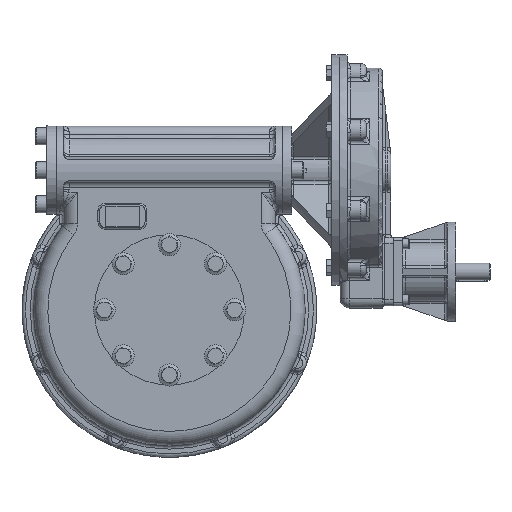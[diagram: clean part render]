
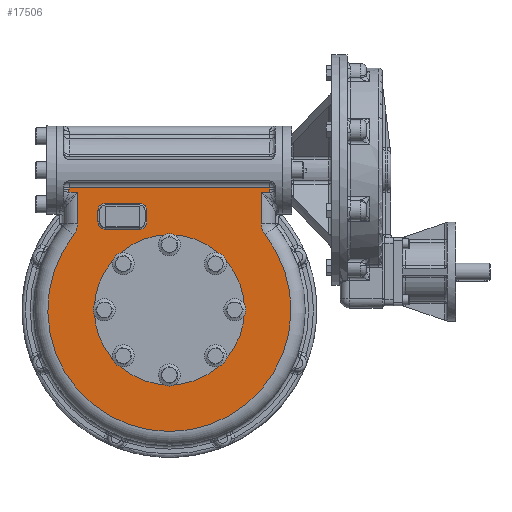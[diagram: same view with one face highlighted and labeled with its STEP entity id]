
A CAD part, top view. The second image highlights one B-rep face of the part: STEP entity #17506.
In plain terms, the highlighted planar face has unit normal (0, 0, 1).
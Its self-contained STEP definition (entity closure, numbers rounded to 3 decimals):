
#690=B_SPLINE_CURVE_WITH_KNOTS('',3,(#48117,#48118,#48119,#48120),
 .UNSPECIFIED.,.F.,.F.,(4,4),(0.,0.006),.UNSPECIFIED.);
#691=B_SPLINE_CURVE_WITH_KNOTS('',3,(#48187,#48188,#48189,#48190),
 .UNSPECIFIED.,.F.,.F.,(4,4),(0.,0.006),.UNSPECIFIED.);
#1483=PLANE('',#22844);
#2159=LINE('',#48126,#2960);
#2162=LINE('',#48137,#2963);
#2164=LINE('',#48147,#2965);
#2165=LINE('',#48276,#2966);
#2168=LINE('',#48298,#2969);
#2169=LINE('',#48303,#2970);
#2171=LINE('',#48318,#2972);
#2195=LINE('',#51027,#2996);
#2196=LINE('',#51028,#2997);
#2197=LINE('',#51036,#2998);
#2198=LINE('',#51037,#2999);
#2960=VECTOR('',#27030,1000.);
#2963=VECTOR('',#27043,1000.);
#2965=VECTOR('',#27055,1000.);
#2966=VECTOR('',#27066,1000.);
#2969=VECTOR('',#27091,1000.);
#2970=VECTOR('',#27096,1000.);
#2972=VECTOR('',#27116,1000.);
#2996=VECTOR('',#27260,1000.);
#2997=VECTOR('',#27261,1000.);
#2998=VECTOR('',#27268,1000.);
#2999=VECTOR('',#27269,1000.);
#6925=ORIENTED_EDGE('',*,*,#9731,.T.);
#6926=ORIENTED_EDGE('',*,*,#10154,.T.);
#6927=ORIENTED_EDGE('',*,*,#10149,.T.);
#6928=ORIENTED_EDGE('',*,*,#10156,.T.);
#6929=ORIENTED_EDGE('',*,*,#10162,.T.);
#6930=ORIENTED_EDGE('',*,*,#10168,.T.);
#6931=ORIENTED_EDGE('',*,*,#10170,.T.);
#6932=ORIENTED_EDGE('',*,*,#10166,.T.);
#6933=ORIENTED_EDGE('',*,*,#10160,.T.);
#6934=ORIENTED_EDGE('',*,*,#10142,.T.);
#6935=ORIENTED_EDGE('',*,*,#10144,.T.);
#6936=ORIENTED_EDGE('',*,*,#10265,.T.);
#6937=ORIENTED_EDGE('',*,*,#10266,.T.);
#6938=ORIENTED_EDGE('',*,*,#10267,.T.);
#6939=ORIENTED_EDGE('',*,*,#10268,.T.);
#6940=ORIENTED_EDGE('',*,*,#10269,.T.);
#6941=ORIENTED_EDGE('',*,*,#10270,.T.);
#6942=ORIENTED_EDGE('',*,*,#10271,.T.);
#6943=ORIENTED_EDGE('',*,*,#10128,.T.);
#6944=ORIENTED_EDGE('',*,*,#10131,.T.);
#6945=ORIENTED_EDGE('',*,*,#10137,.T.);
#9731=EDGE_CURVE('',#11861,#11861,#13268,.F.);
#10128=EDGE_CURVE('',#12092,#12095,#690,.T.);
#10131=EDGE_CURVE('',#12095,#12097,#2159,.T.);
#10137=EDGE_CURVE('',#12097,#12100,#2162,.F.);
#10142=EDGE_CURVE('',#12100,#12103,#2164,.T.);
#10144=EDGE_CURVE('',#12103,#12105,#691,.T.);
#10149=EDGE_CURVE('',#12109,#12108,#2165,.F.);
#10154=EDGE_CURVE('',#12111,#12109,#13526,.F.);
#10156=EDGE_CURVE('',#12108,#12114,#13528,.F.);
#10160=EDGE_CURVE('',#12115,#12111,#2168,.F.);
#10162=EDGE_CURVE('',#12114,#12118,#2169,.F.);
#10166=EDGE_CURVE('',#12119,#12115,#13534,.F.);
#10168=EDGE_CURVE('',#12118,#12122,#13536,.F.);
#10170=EDGE_CURVE('',#12122,#12119,#2171,.F.);
#10265=EDGE_CURVE('',#12105,#12064,#2195,.T.);
#10266=EDGE_CURVE('',#12064,#12170,#2196,.F.);
#10267=EDGE_CURVE('',#12170,#12171,#13564,.F.);
#10268=EDGE_CURVE('',#12171,#12172,#13565,.T.);
#10269=EDGE_CURVE('',#12172,#12173,#13566,.F.);
#10270=EDGE_CURVE('',#12173,#12036,#2197,.F.);
#10271=EDGE_CURVE('',#12036,#12092,#2198,.F.);
#11861=VERTEX_POINT('',#43234);
#12036=VERTEX_POINT('',#47077);
#12064=VERTEX_POINT('',#47811);
#12092=VERTEX_POINT('',#48067);
#12095=VERTEX_POINT('',#48116);
#12097=VERTEX_POINT('',#48125);
#12100=VERTEX_POINT('',#48136);
#12103=VERTEX_POINT('',#48146);
#12105=VERTEX_POINT('',#48186);
#12108=VERTEX_POINT('',#48275);
#12109=VERTEX_POINT('',#48277);
#12111=VERTEX_POINT('',#48283);
#12114=VERTEX_POINT('',#48290);
#12115=VERTEX_POINT('',#48295);
#12118=VERTEX_POINT('',#48302);
#12119=VERTEX_POINT('',#48307);
#12122=VERTEX_POINT('',#48314);
#12170=VERTEX_POINT('',#51029);
#12171=VERTEX_POINT('',#51031);
#12172=VERTEX_POINT('',#51033);
#12173=VERTEX_POINT('',#51035);
#13268=CIRCLE('',#22385,131.25);
#13526=CIRCLE('',#22767,13.);
#13528=CIRCLE('',#22770,13.);
#13534=CIRCLE('',#22779,13.);
#13536=CIRCLE('',#22782,13.);
#13564=CIRCLE('',#22845,31.);
#13565=CIRCLE('',#22846,214.5);
#13566=CIRCLE('',#22847,31.);
#14710=EDGE_LOOP('',(#6925));
#14711=EDGE_LOOP('',(#6926,#6927,#6928,#6929,#6930,#6931,#6932,#6933));
#14712=EDGE_LOOP('',(#6934,#6935,#6936,#6937,#6938,#6939,#6940,#6941,#6942,
#6943,#6944,#6945));
#16049=FACE_BOUND('',#14710,.T.);
#16050=FACE_BOUND('',#14711,.T.);
#16051=FACE_BOUND('',#14712,.T.);
#17506=ADVANCED_FACE('',(#16049,#16050,#16051),#1483,.T.);
#22385=AXIS2_PLACEMENT_3D('',#43233,#26269,#26270);
#22767=AXIS2_PLACEMENT_3D('',#48286,#27076,#27077);
#22770=AXIS2_PLACEMENT_3D('',#48291,#27082,#27083);
#22779=AXIS2_PLACEMENT_3D('',#48310,#27104,#27105);
#22782=AXIS2_PLACEMENT_3D('',#48315,#27110,#27111);
#22844=AXIS2_PLACEMENT_3D('',#51026,#27258,#27259);
#22845=AXIS2_PLACEMENT_3D('',#51030,#27262,#27263);
#22846=AXIS2_PLACEMENT_3D('',#51032,#27264,#27265);
#22847=AXIS2_PLACEMENT_3D('',#51034,#27266,#27267);
#26269=DIRECTION('',(0.,0.,1.));
#26270=DIRECTION('',(1.,0.,0.));
#27030=DIRECTION('',(0.,1.,0.));
#27043=DIRECTION('',(1.,0.,0.));
#27055=DIRECTION('',(0.,-1.,0.));
#27066=DIRECTION('',(-1.,0.,0.));
#27076=DIRECTION('',(0.,0.,1.));
#27077=DIRECTION('',(1.,0.,0.));
#27082=DIRECTION('',(0.,0.,1.));
#27083=DIRECTION('',(1.,0.,0.));
#27091=DIRECTION('',(0.,-1.,0.));
#27096=DIRECTION('',(0.,1.,0.));
#27104=DIRECTION('',(0.,0.,1.));
#27105=DIRECTION('',(1.,0.,0.));
#27110=DIRECTION('',(0.,0.,1.));
#27111=DIRECTION('',(1.,0.,0.));
#27116=DIRECTION('',(1.,0.,0.));
#27258=DIRECTION('',(0.,0.,1.));
#27259=DIRECTION('',(1.,0.,0.));
#27260=DIRECTION('',(1.,0.,0.));
#27261=DIRECTION('',(0.,1.,0.));
#27262=DIRECTION('',(0.,0.,1.));
#27263=DIRECTION('',(1.,0.,0.));
#27264=DIRECTION('',(0.,0.,1.));
#27265=DIRECTION('',(1.,0.,0.));
#27266=DIRECTION('',(0.,0.,1.));
#27267=DIRECTION('',(1.,0.,0.));
#27268=DIRECTION('',(0.,-1.,0.));
#27269=DIRECTION('',(-1.,0.,0.));
#43233=CARTESIAN_POINT('',(0.,0.,60.));
#43234=CARTESIAN_POINT('',(131.25,0.,60.));
#47077=CARTESIAN_POINT('',(162.,207.249,60.));
#47811=CARTESIAN_POINT('',(-162.,207.249,60.));
#48067=CARTESIAN_POINT('',(177.37,207.249,60.));
#48116=CARTESIAN_POINT('',(177.,213.12,60.));
#48117=CARTESIAN_POINT('',(177.37,207.249,60.));
#48118=CARTESIAN_POINT('',(177.104,209.197,60.));
#48119=CARTESIAN_POINT('',(177.,211.155,60.));
#48120=CARTESIAN_POINT('',(177.,213.12,60.));
#48125=CARTESIAN_POINT('',(177.,215.651,60.));
#48126=CARTESIAN_POINT('',(177.,212.972,60.));
#48136=CARTESIAN_POINT('',(-177.,215.651,60.));
#48137=CARTESIAN_POINT('',(-177.,215.651,60.));
#48146=CARTESIAN_POINT('',(-177.,213.12,60.));
#48147=CARTESIAN_POINT('',(-177.,207.249,60.));
#48186=CARTESIAN_POINT('',(-177.37,207.249,60.));
#48187=CARTESIAN_POINT('',(-177.,213.12,60.));
#48188=CARTESIAN_POINT('',(-177.,211.155,60.));
#48189=CARTESIAN_POINT('',(-177.104,209.197,60.));
#48190=CARTESIAN_POINT('',(-177.37,207.249,60.));
#48275=CARTESIAN_POINT('',(-53.,188.,60.));
#48276=CARTESIAN_POINT('',(0.,188.,60.));
#48277=CARTESIAN_POINT('',(-113.,188.,60.));
#48283=CARTESIAN_POINT('',(-126.,175.,60.));
#48286=CARTESIAN_POINT('',(-113.,175.,60.));
#48290=CARTESIAN_POINT('',(-40.,175.,60.));
#48291=CARTESIAN_POINT('',(-53.,175.,60.));
#48295=CARTESIAN_POINT('',(-126.,155.,60.));
#48298=CARTESIAN_POINT('',(-126.,239.5,60.));
#48302=CARTESIAN_POINT('',(-40.,155.,60.));
#48303=CARTESIAN_POINT('',(-40.,239.5,60.));
#48307=CARTESIAN_POINT('',(-113.,142.,60.));
#48310=CARTESIAN_POINT('',(-113.,155.,60.));
#48314=CARTESIAN_POINT('',(-53.,142.,60.));
#48315=CARTESIAN_POINT('',(-53.,155.,60.));
#48318=CARTESIAN_POINT('',(0.,142.,60.));
#51026=CARTESIAN_POINT('',(0.,239.5,60.));
#51027=CARTESIAN_POINT('',(0.,207.249,60.));
#51028=CARTESIAN_POINT('',(-162.,151.728,60.));
#51029=CARTESIAN_POINT('',(-162.,151.728,60.));
#51030=CARTESIAN_POINT('',(-193.,151.728,60.));
#51031=CARTESIAN_POINT('',(-168.629,132.568,60.));
#51032=CARTESIAN_POINT('',(0.,0.,60.));
#51033=CARTESIAN_POINT('',(168.629,132.568,60.));
#51034=CARTESIAN_POINT('',(193.,151.728,60.));
#51035=CARTESIAN_POINT('',(162.,151.728,60.));
#51036=CARTESIAN_POINT('',(162.,246.38,60.));
#51037=CARTESIAN_POINT('',(0.,207.249,60.));
